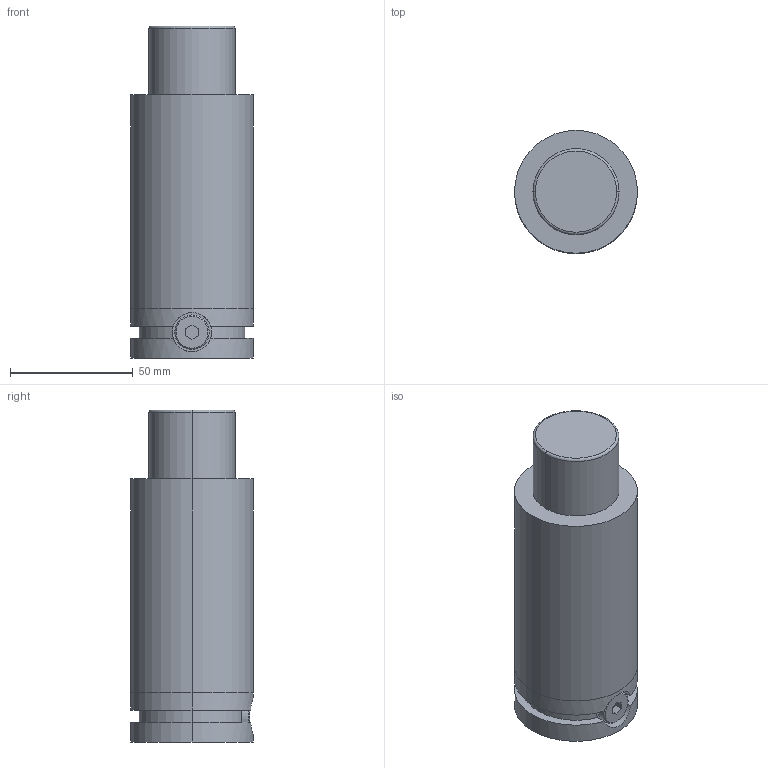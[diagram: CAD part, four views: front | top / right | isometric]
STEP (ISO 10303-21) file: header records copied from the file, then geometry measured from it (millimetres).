
FILE_DESCRIPTION (( 'STEP AP203' ), '1' );
FILE_NAME ('OL 1800_025 K.step', '2018-11-28T21:30:01', ( '' ), ( '' ), 'SwSTEP 2.0', 'SolidWorks 2016', '' );
FILE_SCHEMA (( 'CONFIG_CONTROL_DESIGN' ));
Length unit declared in the file: millimetre
Products named in the file (1): OL 1800_025 K
Bounding box: 50 x 50 x 135 mm (x, y, z)
Volume: 232845 mm3; surface area: 26036 mm2
Topology: 1 solids, 1 shells, 78 faces, 185 edges, 112 vertices
Faces by surface type: plane 30, cylinder 28, cone 18, torus 2
Entity records: 2322 total; most frequent: CARTESIAN_POINT 443, DIRECTION 395, ORIENTED_EDGE 354, EDGE_CURVE 177, AXIS2_PLACEMENT_3D 146, VERTEX_POINT 112, LINE 103, VECTOR 103
